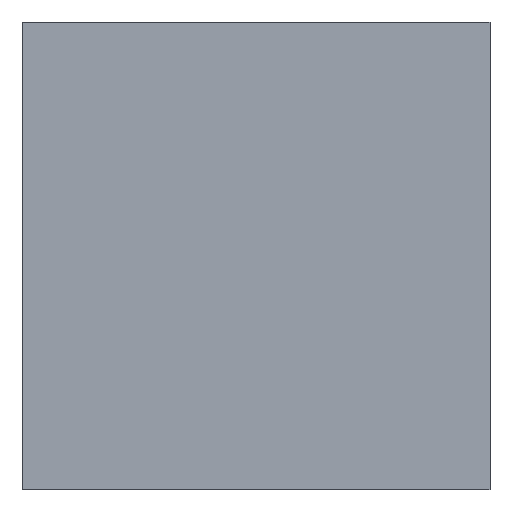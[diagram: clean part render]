
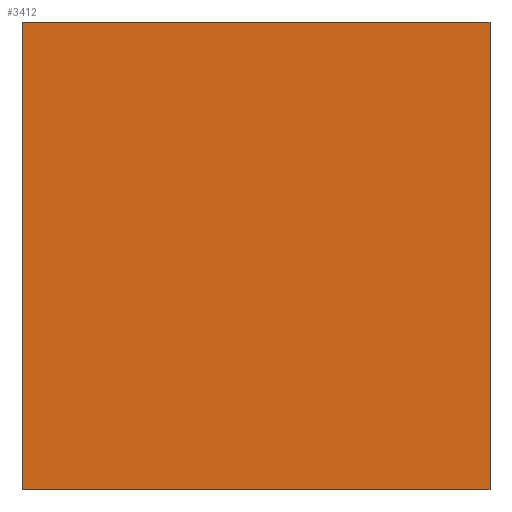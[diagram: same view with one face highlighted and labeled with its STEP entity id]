
A CAD part, front view. The second image highlights one B-rep face of the part: STEP entity #3412.
In plain terms, the highlighted planar face has unit normal (0, -1, 0).
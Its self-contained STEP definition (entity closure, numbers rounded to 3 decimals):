
#78=ORIENTED_EDGE('',*,*,#1074,.T.);
#79=ORIENTED_EDGE('',*,*,#1075,.T.);
#80=ORIENTED_EDGE('',*,*,#1076,.T.);
#81=ORIENTED_EDGE('',*,*,#1077,.T.);
#1074=EDGE_CURVE('',#1572,#1573,#1888,.T.);
#1075=EDGE_CURVE('',#1573,#1574,#1889,.T.);
#1076=EDGE_CURVE('',#1574,#1575,#1890,.T.);
#1077=EDGE_CURVE('',#1575,#1572,#1891,.T.);
#1572=VERTEX_POINT('',#5491);
#1573=VERTEX_POINT('',#5492);
#1574=VERTEX_POINT('',#5494);
#1575=VERTEX_POINT('',#5496);
#1888=LINE('',#5490,#2354);
#1889=LINE('',#5493,#2355);
#1890=LINE('',#5495,#2356);
#1891=LINE('',#5497,#2357);
#2354=VECTOR('',#4572,1000.);
#2355=VECTOR('',#4573,1000.);
#2356=VECTOR('',#4574,1000.);
#2357=VECTOR('',#4575,1000.);
#2820=EDGE_LOOP('',(#78,#79,#80,#81));
#3028=FACE_BOUND('',#2820,.T.);
#3236=PLANE('',#4342);
#3412=ADVANCED_FACE('',(#3028),#3236,.T.);
#4342=AXIS2_PLACEMENT_3D('',#5489,#4570,#4571);
#4570=DIRECTION('',(0.,-1.,0.));
#4571=DIRECTION('',(0.,0.,-1.));
#4572=DIRECTION('',(0.,0.,1.));
#4573=DIRECTION('',(-1.,0.,0.));
#4574=DIRECTION('',(0.,0.,-1.));
#4575=DIRECTION('',(1.,0.,0.));
#5489=CARTESIAN_POINT('',(0.,0.,0.));
#5490=CARTESIAN_POINT('',(0.5,0.,-0.5));
#5491=CARTESIAN_POINT('',(0.5,0.,-0.5));
#5492=CARTESIAN_POINT('',(0.5,0.,0.5));
#5493=CARTESIAN_POINT('',(0.5,0.,0.5));
#5494=CARTESIAN_POINT('',(-0.5,0.,0.5));
#5495=CARTESIAN_POINT('',(-0.5,0.,0.5));
#5496=CARTESIAN_POINT('',(-0.5,0.,-0.5));
#5497=CARTESIAN_POINT('',(-0.5,0.,-0.5));
